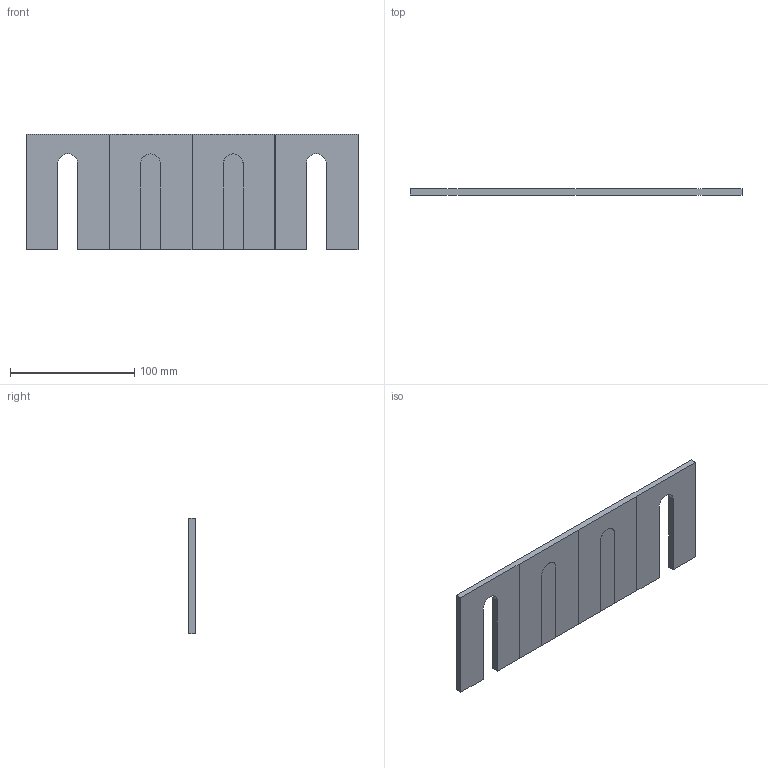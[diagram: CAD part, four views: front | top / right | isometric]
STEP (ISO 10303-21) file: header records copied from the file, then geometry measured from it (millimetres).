
FILE_DESCRIPTION (( 'STEP AP214' ), '1' );
FILE_NAME ('A_0006-Drain.STEP', '2020-10-02T11:10:41', ( '' ), ( '' ), 'SwSTEP 2.0', 'SolidWorks 2019', '' );
FILE_SCHEMA (( 'AUTOMOTIVE_DESIGN' ));
Length unit declared in the file: millimetre
Products named in the file (1): A_0006-Drain
Bounding box: 267 x 5 x 93 mm (x, y, z)
Volume: 111781.1 mm3; surface area: 55730.3 mm2
Topology: 1 solids, 1 shells, 64 faces, 186 edges, 124 vertices
Faces by surface type: plane 52, cylinder 12
Entity records: 2168 total; most frequent: CARTESIAN_POINT 375, ORIENTED_EDGE 372, DIRECTION 340, EDGE_CURVE 186, LINE 162, VECTOR 162, VERTEX_POINT 124, AXIS2_PLACEMENT_3D 89
